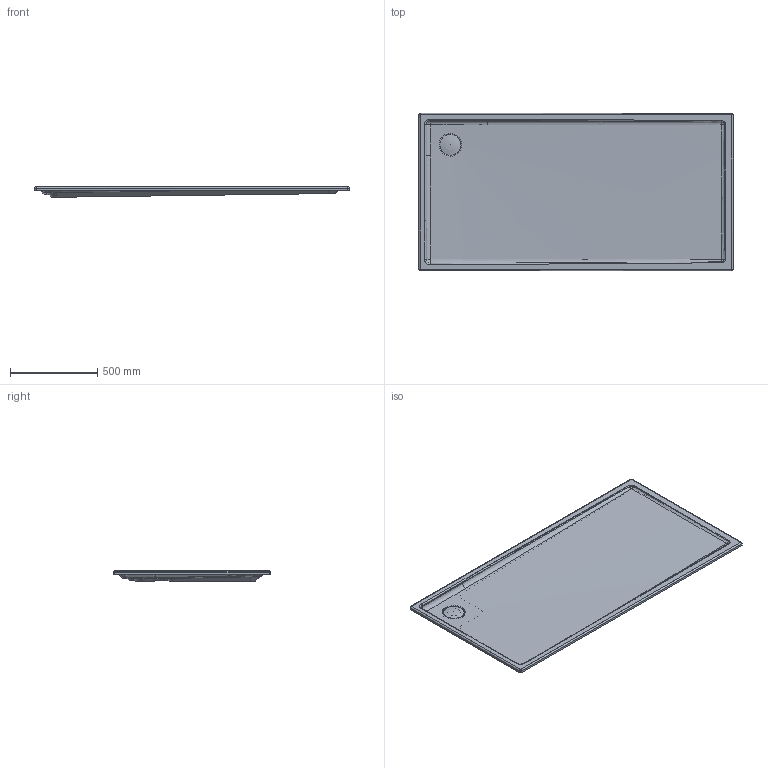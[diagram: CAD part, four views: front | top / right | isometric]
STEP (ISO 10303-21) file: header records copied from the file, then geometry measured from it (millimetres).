
FILE_DESCRIPTION((''),'2;1');
FILE_NAME('720134.stp','2013-06-27T20:30:45',('Administrator'),(''),'Autodesk Inventor 2011','Autodesk Inventor 2011','');
FILE_SCHEMA(('CONFIG_CONTROL_DESIGN'));
Length unit declared in the file: millimetre
Products named in the file (3): 720134; Stopfen_120
Assembly tree (2 placements, depth 2):
  720134
    720134
    Stopfen_120
Bounding box: 1800.33 x 900.66 x 60 mm (x, y, z)
Volume: 32261524.8 mm3; surface area: 3583598.7 mm2
Topology: 2 solids, 2 shells, 116 faces, 278 edges, 167 vertices
Faces by surface type: plane 31, bspline 28, cylinder 26, sphere 16, torus 9, cone 6
Full cylindrical faces by diameter (mm): 46.019 x1, 59.187 x1, 72.614 x1, 90 x1
Entity records: 8458 total; most frequent: CARTESIAN_POINT 5894, ORIENTED_EDGE 506, DIRECTION 455, EDGE_CURVE 253, AXIS2_PLACEMENT_3D 187, VERTEX_POINT 155, EDGE_LOOP 130, FACE_OUTER_BOUND 115
